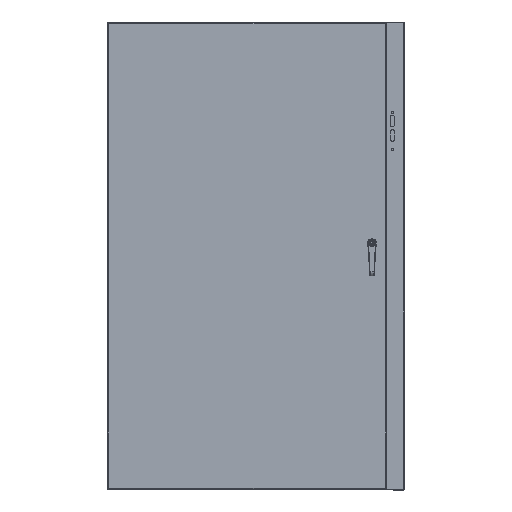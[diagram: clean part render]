
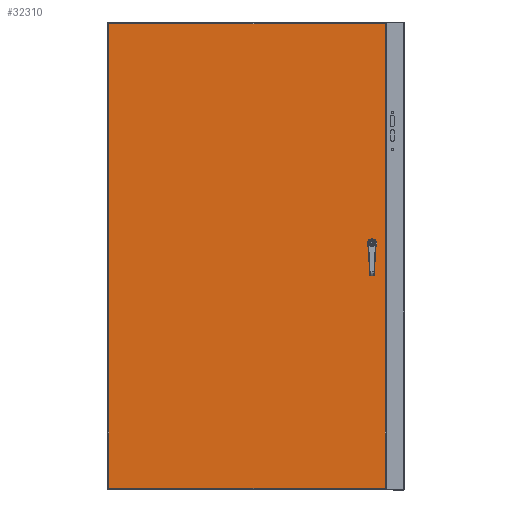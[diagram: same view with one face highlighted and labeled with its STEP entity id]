
A CAD part, top view. The second image highlights one B-rep face of the part: STEP entity #32310.
In plain terms, the highlighted planar face has unit normal (0, 0, 1).
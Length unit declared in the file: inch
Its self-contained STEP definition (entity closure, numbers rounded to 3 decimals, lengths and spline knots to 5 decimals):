
#796 = ORIENTED_EDGE ( 'NONE', *, *, #148506, .F. ) ;
#1027 = EDGE_CURVE ( 'NONE', #49768, #147552, #154138, .T. ) ;
#1804 = LINE ( 'NONE', #105439, #107672 ) ;
#7196 = CARTESIAN_POINT ( 'NONE',  ( 29.58225, 0.23025, 8.9175 ) ) ;
#9255 = EDGE_CURVE ( 'NONE', #147552, #134115, #16256, .T. ) ;
#11889 = CARTESIAN_POINT ( 'NONE',  ( 29.58225, 59.76975, 8.9175 ) ) ;
#12540 = AXIS2_PLACEMENT_3D ( 'NONE', #34529, #75348, #86433 ) ;
#15058 = EDGE_LOOP ( 'NONE', ( #47497, #102194, #119579, #80765 ) ) ;
#15412 = DIRECTION ( 'NONE',  ( 0., 1., 0. ) ) ;
#15704 = ORIENTED_EDGE ( 'NONE', *, *, #91470, .F. ) ;
#16256 = LINE ( 'NONE', #42426, #146742 ) ;
#19287 = VECTOR ( 'NONE', #59763, 39.37008 ) ;
#21498 = EDGE_CURVE ( 'NONE', #37785, #114395, #77242, .T. ) ;
#23403 = LINE ( 'NONE', #120266, #109553 ) ;
#27391 = DIRECTION ( 'NONE',  ( -1., 0., 0. ) ) ;
#31432 = CIRCLE ( 'NONE', #12540, 0.453 ) ;
#32310 = ADVANCED_FACE ( 'NONE', ( #76979, #140169 ), #127358, .F. ) ;
#34529 = CARTESIAN_POINT ( 'NONE',  ( 27.8675, 31.55, 8.9175 ) ) ;
#35186 = VERTEX_POINT ( 'NONE', #144528 ) ;
#37785 = VERTEX_POINT ( 'NONE', #44422 ) ;
#41110 = LINE ( 'NONE', #93029, #19287 ) ;
#42426 = CARTESIAN_POINT ( 'NONE',  ( 11.84375, 31.15, 8.9175 ) ) ;
#44011 = DIRECTION ( 'NONE',  ( -1., 0., 0. ) ) ;
#44422 = CARTESIAN_POINT ( 'NONE',  ( -5.89475, 0.23025, 8.9175 ) ) ;
#45206 = VECTOR ( 'NONE', #128468, 39.37008 ) ;
#47497 = ORIENTED_EDGE ( 'NONE', *, *, #48027, .F. ) ;
#48027 = EDGE_CURVE ( 'NONE', #125917, #37785, #41110, .T. ) ;
#49143 = AXIS2_PLACEMENT_3D ( 'NONE', #74617, #110465, #165895 ) ;
#49768 = VERTEX_POINT ( 'NONE', #61971 ) ;
#51679 = VECTOR ( 'NONE', #167409, 39.37008 ) ;
#55966 = CARTESIAN_POINT ( 'NONE',  ( 11.84375, 31.95, 8.9175 ) ) ;
#59763 = DIRECTION ( 'NONE',  ( -1., 0., 0. ) ) ;
#61745 = CARTESIAN_POINT ( 'NONE',  ( 11.84375, 30., 8.9175 ) ) ;
#61971 = CARTESIAN_POINT ( 'NONE',  ( 27.4675, 31.33738, 8.9175 ) ) ;
#63770 = ORIENTED_EDGE ( 'NONE', *, *, #73034, .F. ) ;
#64222 = AXIS2_PLACEMENT_3D ( 'NONE', #92009, #144058, #27391 ) ;
#66124 = CARTESIAN_POINT ( 'NONE',  ( 28.08012, 31.95, 8.9175 ) ) ;
#68414 = VERTEX_POINT ( 'NONE', #66124 ) ;
#68817 = VERTEX_POINT ( 'NONE', #11889 ) ;
#73034 = EDGE_CURVE ( 'NONE', #68414, #120869, #94270, .T. ) ;
#74617 = CARTESIAN_POINT ( 'NONE',  ( 27.8675, 31.55, 8.9175 ) ) ;
#75252 = VECTOR ( 'NONE', #44011, 39.37008 ) ;
#75348 = DIRECTION ( 'NONE',  ( 0., 0., 1. ) ) ;
#76843 = CARTESIAN_POINT ( 'NONE',  ( 27.65488, 31.15, 8.9175 ) ) ;
#76979 = FACE_BOUND ( 'NONE', #123977, .T. ) ;
#77242 = LINE ( 'NONE', #143782, #45206 ) ;
#80765 = ORIENTED_EDGE ( 'NONE', *, *, #21498, .F. ) ;
#86433 = DIRECTION ( 'NONE',  ( -1., 0., 0. ) ) ;
#88077 = DIRECTION ( 'NONE',  ( -1., 0., 0. ) ) ;
#91470 = EDGE_CURVE ( 'NONE', #120869, #35186, #31432, .T. ) ;
#92009 = CARTESIAN_POINT ( 'NONE',  ( 27.8675, 31.55, 8.9175 ) ) ;
#92641 = DIRECTION ( 'NONE',  ( -1., 0., 0. ) ) ;
#93029 = CARTESIAN_POINT ( 'NONE',  ( 11.84375, 0.23025, 8.9175 ) ) ;
#94270 = LINE ( 'NONE', #55966, #75252 ) ;
#96240 = ORIENTED_EDGE ( 'NONE', *, *, #143147, .F. ) ;
#100255 = VECTOR ( 'NONE', #117466, 39.37008 ) ;
#102194 = ORIENTED_EDGE ( 'NONE', *, *, #162840, .F. ) ;
#102953 = CARTESIAN_POINT ( 'NONE',  ( 27.65488, 31.95, 8.9175 ) ) ;
#104939 = DIRECTION ( 'NONE',  ( 0., -1., 0. ) ) ;
#105146 = EDGE_CURVE ( 'NONE', #134115, #157770, #134317, .T. ) ;
#105439 = CARTESIAN_POINT ( 'NONE',  ( 28.2675, 30., 8.9175 ) ) ;
#106072 = AXIS2_PLACEMENT_3D ( 'NONE', #61745, #129031, #88077 ) ;
#107672 = VECTOR ( 'NONE', #15412, 39.37008 ) ;
#108778 = CARTESIAN_POINT ( 'NONE',  ( 27.8675, 31.55, 8.9175 ) ) ;
#109553 = VECTOR ( 'NONE', #104939, 39.37008 ) ;
#110465 = DIRECTION ( 'NONE',  ( 0., 0., 1. ) ) ;
#114009 = CARTESIAN_POINT ( 'NONE',  ( 28.2675, 31.76262, 8.9175 ) ) ;
#114149 = EDGE_CURVE ( 'NONE', #114395, #68817, #142723, .T. ) ;
#114395 = VERTEX_POINT ( 'NONE', #128060 ) ;
#115410 = CARTESIAN_POINT ( 'NONE',  ( 11.84375, 59.76975, 8.9175 ) ) ;
#117466 = DIRECTION ( 'NONE',  ( 0., -1., 0. ) ) ;
#119579 = ORIENTED_EDGE ( 'NONE', *, *, #114149, .F. ) ;
#120266 = CARTESIAN_POINT ( 'NONE',  ( 29.58225, 30., 8.9175 ) ) ;
#120869 = VERTEX_POINT ( 'NONE', #102953 ) ;
#121439 = LINE ( 'NONE', #135960, #100255 ) ;
#123977 = EDGE_LOOP ( 'NONE', ( #63770, #144857, #796, #166760, #131118, #126821, #96240, #15704 ) ) ;
#125917 = VERTEX_POINT ( 'NONE', #7196 ) ;
#126821 = ORIENTED_EDGE ( 'NONE', *, *, #1027, .F. ) ;
#127358 = PLANE ( 'NONE',  #106072 ) ;
#128060 = CARTESIAN_POINT ( 'NONE',  ( -5.89475, 59.76975, 8.9175 ) ) ;
#128468 = DIRECTION ( 'NONE',  ( 0., 1., 0. ) ) ;
#129031 = DIRECTION ( 'NONE',  ( 0., 0., -1. ) ) ;
#131118 = ORIENTED_EDGE ( 'NONE', *, *, #9255, .F. ) ;
#131910 = DIRECTION ( 'NONE',  ( 1., 0., 0. ) ) ;
#133588 = DIRECTION ( 'NONE',  ( 0., 0., 1. ) ) ;
#134115 = VERTEX_POINT ( 'NONE', #138663 ) ;
#134317 = CIRCLE ( 'NONE', #150905, 0.453 ) ;
#135960 = CARTESIAN_POINT ( 'NONE',  ( 27.4675, 30., 8.9175 ) ) ;
#138663 = CARTESIAN_POINT ( 'NONE',  ( 28.08012, 31.15, 8.9175 ) ) ;
#140169 = FACE_OUTER_BOUND ( 'NONE', #15058, .T. ) ;
#141969 = EDGE_CURVE ( 'NONE', #163868, #68414, #147226, .T. ) ;
#142723 = LINE ( 'NONE', #115410, #51679 ) ;
#143147 = EDGE_CURVE ( 'NONE', #35186, #49768, #121439, .T. ) ;
#143782 = CARTESIAN_POINT ( 'NONE',  ( -5.89475, 30., 8.9175 ) ) ;
#144058 = DIRECTION ( 'NONE',  ( 0., 0., 1. ) ) ;
#144528 = CARTESIAN_POINT ( 'NONE',  ( 27.4675, 31.76262, 8.9175 ) ) ;
#144857 = ORIENTED_EDGE ( 'NONE', *, *, #141969, .F. ) ;
#146742 = VECTOR ( 'NONE', #131910, 39.37008 ) ;
#147226 = CIRCLE ( 'NONE', #49143, 0.453 ) ;
#147552 = VERTEX_POINT ( 'NONE', #76843 ) ;
#148506 = EDGE_CURVE ( 'NONE', #157770, #163868, #1804, .T. ) ;
#150905 = AXIS2_PLACEMENT_3D ( 'NONE', #108778, #133588, #92641 ) ;
#154138 = CIRCLE ( 'NONE', #64222, 0.453 ) ;
#157770 = VERTEX_POINT ( 'NONE', #166121 ) ;
#162840 = EDGE_CURVE ( 'NONE', #68817, #125917, #23403, .T. ) ;
#163868 = VERTEX_POINT ( 'NONE', #114009 ) ;
#165895 = DIRECTION ( 'NONE',  ( -1., 0., 0. ) ) ;
#166121 = CARTESIAN_POINT ( 'NONE',  ( 28.2675, 31.33738, 8.9175 ) ) ;
#166760 = ORIENTED_EDGE ( 'NONE', *, *, #105146, .F. ) ;
#167409 = DIRECTION ( 'NONE',  ( 1., 0., 0. ) ) ;
